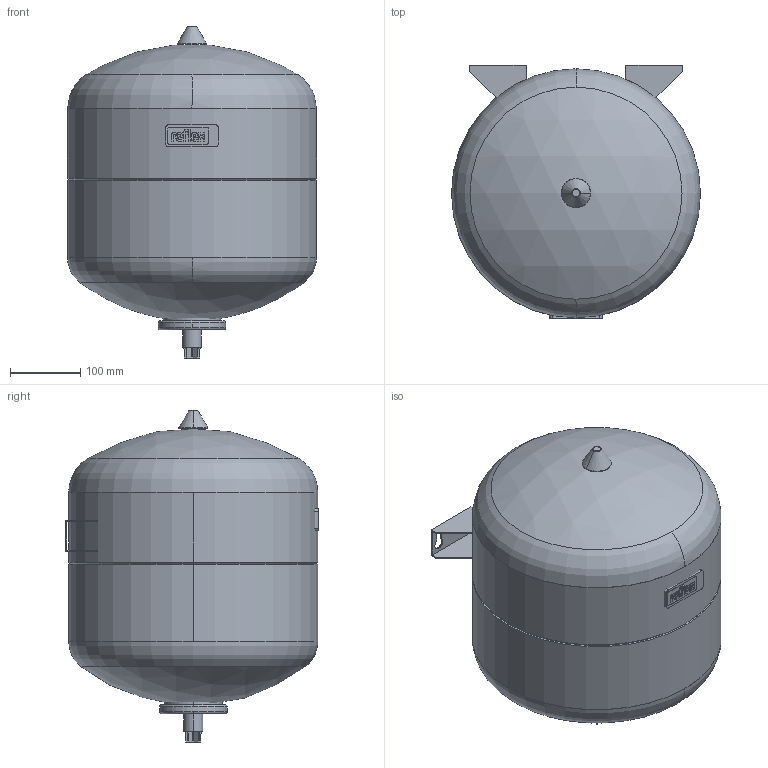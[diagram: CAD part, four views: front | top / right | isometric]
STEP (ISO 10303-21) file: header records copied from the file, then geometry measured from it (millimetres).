
FILE_DESCRIPTION((''),'2;1');
FILE_NAME('3d_RefixDD33_10bar_green-8380700.stp','2014-06-06T09:54:36',(''),(''),'Mechanical Desktop 2011','Mechanical Desktop 2011',', , ');
FILE_SCHEMA(('CONFIG_CONTROL_DESIGN'));
Length unit declared in the file: millimetre
Products named in the file (1): Product
Bounding box: 354 x 360.3 x 472 mm (x, y, z)
Volume: 32545144.7 mm3; surface area: 993109.9 mm2
Topology: 17 solids, 17 shells, 342 faces, 881 edges, 580 vertices
Faces by surface type: plane 182, cylinder 102, bspline 22, torus 18, cone 16, sphere 2
Entity records: 10805 total; most frequent: CARTESIAN_POINT 2170, DIRECTION 1816, ORIENTED_EDGE 1758, EDGE_CURVE 879, AXIS2_PLACEMENT_3D 616, VECTOR 584, LINE 584, VERTEX_POINT 580
